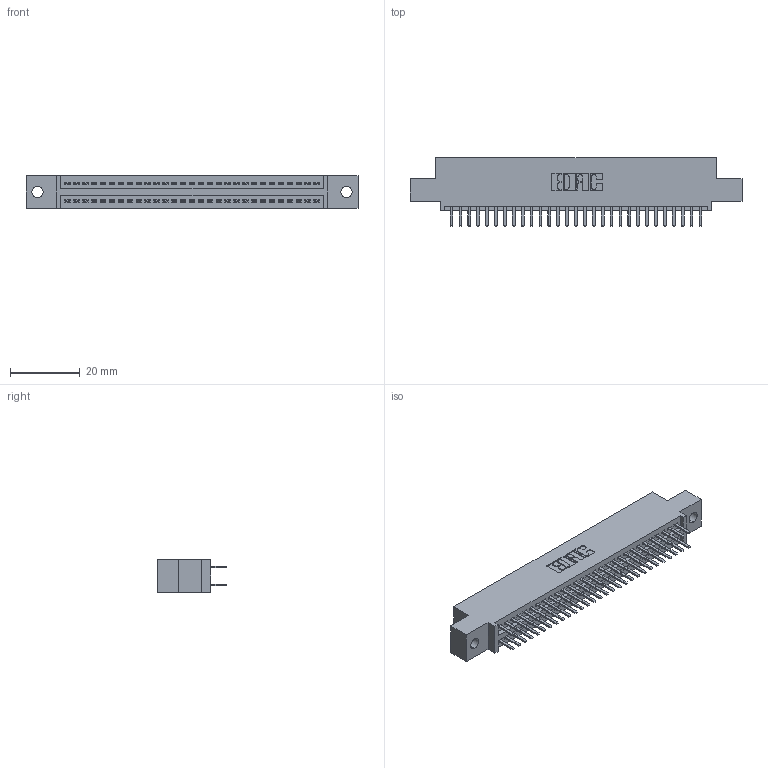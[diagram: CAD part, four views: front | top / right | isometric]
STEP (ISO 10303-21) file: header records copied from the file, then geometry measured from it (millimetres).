
FILE_DESCRIPTION (( 'STEP AP203' ), '1' );
FILE_NAME ('395-058-520-502.STEP', '2019-10-23T11:34:31', ( '' ), ( '' ), 'SwSTEP 2.0', 'SolidWorks 2016', '' );
FILE_SCHEMA (( 'CONFIG_CONTROL_DESIGN' ));
Length unit declared in the file: inch
Products named in the file (3): 345-292-001_345-293-120; 395-058-520-502; 345 Part_0.110 Offset - 0.128 Dia
Assembly tree (59 placements, depth 2):
  395-058-520-502
    345 Part_0.110 Offset - 0.128 Dia
    345-292-001_345-293-120  x58
Bounding box: 94.87 x 19.68 x 9.4 mm (x, y, z)
Volume: 8959.5 mm3; surface area: 12757.7 mm2
Topology: 59 solids, 59 shells, 3262 faces, 9459 edges, 6150 vertices
Faces by surface type: plane 2114, cylinder 1148
Entity records: 24753 total; most frequent: CARTESIAN_POINT 4176, ORIENTED_EDGE 4098, DIRECTION 3685, EDGE_CURVE 2049, LINE 1797, VECTOR 1797, VERTEX_POINT 1362, AXIS2_PLACEMENT_3D 944
